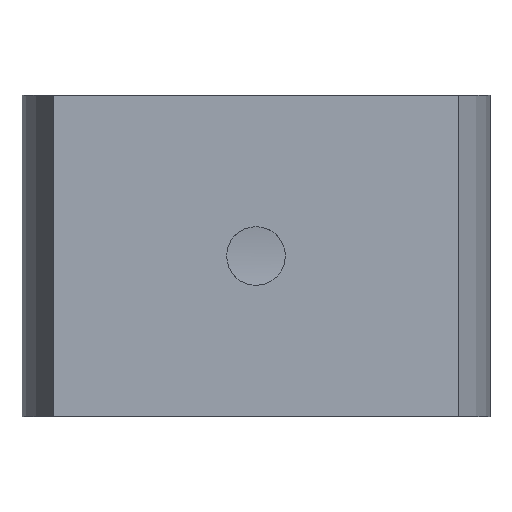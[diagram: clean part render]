
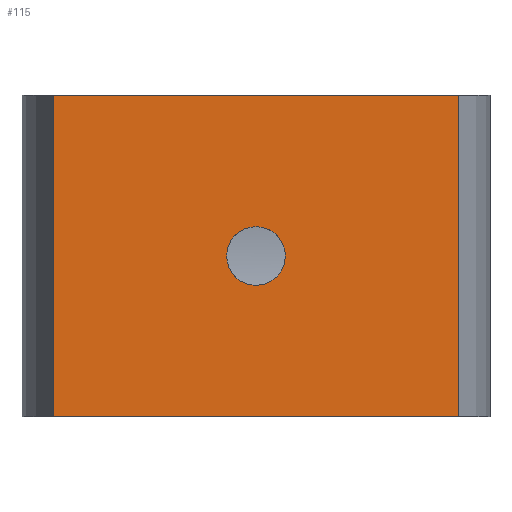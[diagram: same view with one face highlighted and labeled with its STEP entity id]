
A CAD part, front view. The second image highlights one B-rep face of the part: STEP entity #115.
In plain terms, the highlighted planar face has unit normal (0, -1, 0).
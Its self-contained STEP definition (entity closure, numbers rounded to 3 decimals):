
#15=FACE_BOUND('',#30,.T.);
#18=PLANE('',#143);
#22=FACE_OUTER_BOUND('',#29,.T.);
#29=EDGE_LOOP('',(#88,#89,#90,#91));
#30=EDGE_LOOP('',(#92));
#38=CIRCLE('',#142,10.);
#44=LINE('',#234,#50);
#45=LINE('',#236,#51);
#46=LINE('',#238,#52);
#47=LINE('',#239,#53);
#50=VECTOR('',#162,10.);
#51=VECTOR('',#163,10.);
#52=VECTOR('',#164,10.);
#53=VECTOR('',#165,10.);
#61=VERTEX_POINT('',#228);
#62=VERTEX_POINT('',#232);
#63=VERTEX_POINT('',#233);
#64=VERTEX_POINT('',#235);
#65=VERTEX_POINT('',#237);
#72=EDGE_CURVE('',#61,#61,#38,.T.);
#73=EDGE_CURVE('',#62,#63,#44,.T.);
#74=EDGE_CURVE('',#64,#62,#45,.T.);
#75=EDGE_CURVE('',#65,#64,#46,.T.);
#76=EDGE_CURVE('',#63,#65,#47,.T.);
#88=ORIENTED_EDGE('',*,*,#73,.F.);
#89=ORIENTED_EDGE('',*,*,#74,.F.);
#90=ORIENTED_EDGE('',*,*,#75,.F.);
#91=ORIENTED_EDGE('',*,*,#76,.F.);
#92=ORIENTED_EDGE('',*,*,#72,.F.);
#115=ADVANCED_FACE('',(#22,#15),#18,.F.);
#142=AXIS2_PLACEMENT_3D('',#230,#158,#159);
#143=AXIS2_PLACEMENT_3D('',#231,#160,#161);
#158=DIRECTION('center_axis',(0.,-1.,0.));
#159=DIRECTION('ref_axis',(1.,0.,0.));
#160=DIRECTION('center_axis',(0.,1.,0.));
#161=DIRECTION('ref_axis',(0.,0.,1.));
#162=DIRECTION('',(0.,0.,-1.));
#163=DIRECTION('',(1.,0.,0.));
#164=DIRECTION('',(0.,0.,1.));
#165=DIRECTION('',(-1.,0.,0.));
#228=CARTESIAN_POINT('',(70.805,74.935,55.));
#230=CARTESIAN_POINT('Origin',(80.805,74.935,55.));
#231=CARTESIAN_POINT('Origin',(80.805,74.935,55.));
#232=CARTESIAN_POINT('',(150.087,74.935,110.));
#233=CARTESIAN_POINT('',(150.087,74.935,0.));
#234=CARTESIAN_POINT('',(150.087,74.935,0.));
#235=CARTESIAN_POINT('',(11.523,74.935,110.));
#236=CARTESIAN_POINT('',(80.805,74.935,110.));
#237=CARTESIAN_POINT('',(11.523,74.935,0.));
#238=CARTESIAN_POINT('',(11.523,74.935,0.));
#239=CARTESIAN_POINT('',(80.805,74.935,0.));
